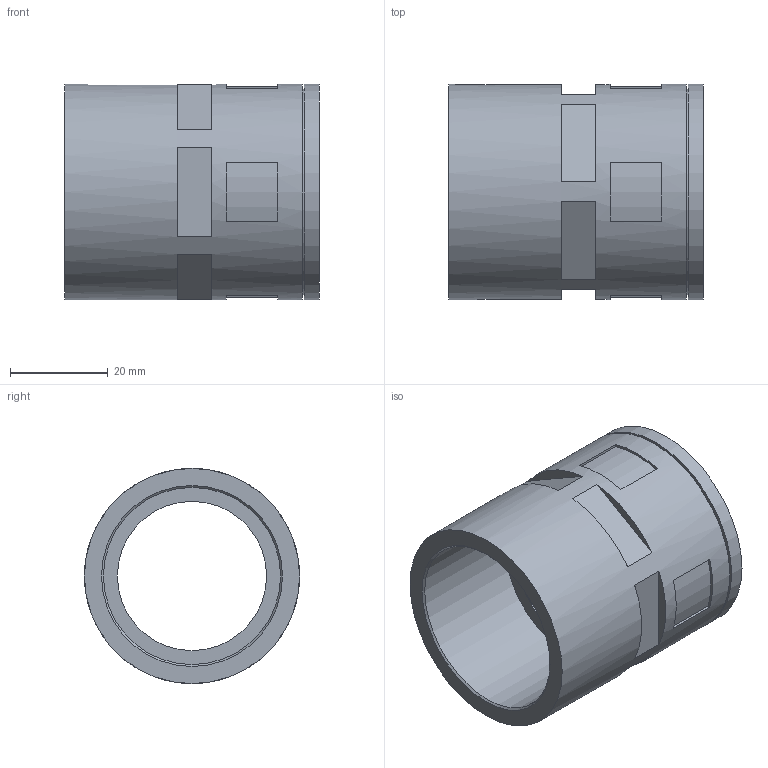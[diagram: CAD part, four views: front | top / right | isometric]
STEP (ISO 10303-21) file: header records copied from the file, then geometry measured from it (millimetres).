
FILE_DESCRIPTION( ( 'STEP AP203' ), '1' );
FILE_NAME( 'FLEXA RQG2-P 5020.081.229.stp', '2020-03-27T11:02:18', ( 'License CC BY-ND 4.0' ), ( 'CADENAS' ), ' ', 'PARTsolutions', ' ' );
FILE_SCHEMA( ( 'CONFIG_CONTROL_DESIGN' ) );
Length unit declared in the file: millimetre
Products named in the file (1): _FLEXA RQG2-P 5020.081.229
Bounding box: 52 x 44 x 44 mm (x, y, z)
Volume: 27121.4 mm3; surface area: 15120.5 mm2
Topology: 1 solids, 1 shells, 51 faces, 108 edges, 72 vertices
Faces by surface type: plane 40, cylinder 10, cone 1
Full cylindrical faces by diameter (mm): 30.5 x1, 34.5 x1, 36.24 x1, 42 x1, 44 x2
Entity records: 1364 total; most frequent: DIRECTION 242, CARTESIAN_POINT 218, ORIENTED_EDGE 194, EDGE_CURVE 97, AXIS2_PLACEMENT_3D 93, EDGE_LOOP 74, VERTEX_POINT 69, FACE_OUTER_BOUND 57
